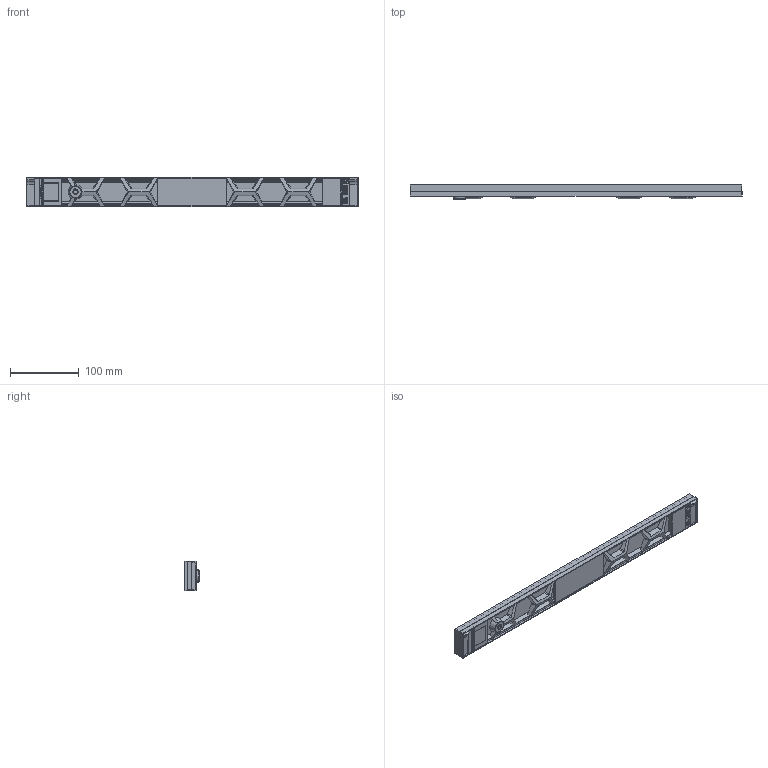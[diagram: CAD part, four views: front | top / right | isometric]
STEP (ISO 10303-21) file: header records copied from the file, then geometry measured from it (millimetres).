
FILE_DESCRIPTION(/* description */ (''),/* implementation_level */ '2;1');
FILE_NAME(/* name */ 'Front Panel.iam.step',/* time_stamp */ '2022-11-29T09:19:56+01:00',/* author */ ('diederichbenedict'),/* organization */ (''),/* preprocessor_version */ 'ST-DEVELOPER v18.1',/* originating_system */ 'Autodesk Inventor 2022',/* authorisation */ '');
FILE_SCHEMA (('AUTOMOTIVE_DESIGN { 1 0 10303 214 3 1 1 }'));
Length unit declared in the file: millimetre
Products named in the file (5): Front Panel; Mini USB v1; femaleThruHoleUSB v1 v1; USB Type C Port (SMD Type) v1; Bauteil8
Assembly tree (4 placements, depth 2):
  Front Panel
    Mini USB v1
    femaleThruHoleUSB v1 v1
    USB Type C Port (SMD Type) v1
    Bauteil8
Bounding box: 484.23 x 20.48 x 43.66 mm (x, y, z)
Volume: 159457.6 mm3; surface area: 132179.2 mm2
Topology: 61 solids, 61 shells, 1587 faces, 4149 edges, 2646 vertices
Faces by surface type: plane 1121, cylinder 405, torus 24, bspline 20, sphere 10, cone 7
Full cylindrical faces by diameter (mm): 0.5 x2, 16.531 x1, 16.846 x1
Entity records: 49057 total; most frequent: CARTESIAN_POINT 9029, ORIENTED_EDGE 8270, DIRECTION 8091, EDGE_CURVE 4135, LINE 3199, VECTOR 3199, VERTEX_POINT 2646, AXIS2_PLACEMENT_3D 2446
